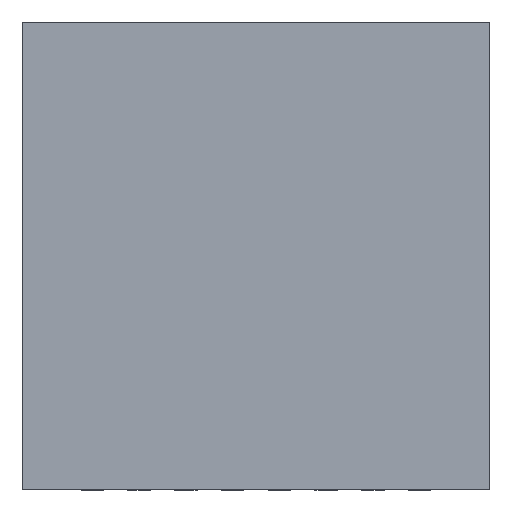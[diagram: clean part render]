
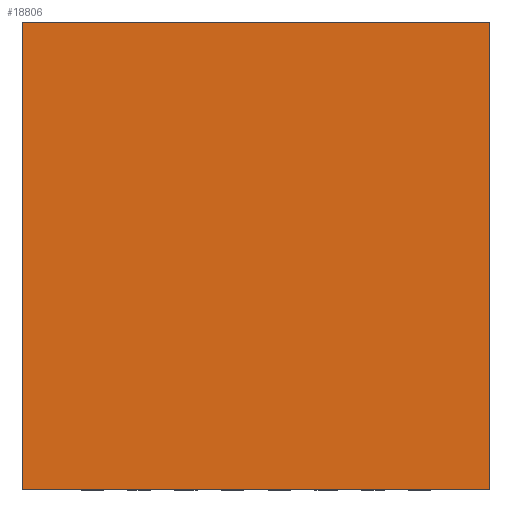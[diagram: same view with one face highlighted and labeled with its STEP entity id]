
A CAD part, top view. The second image highlights one B-rep face of the part: STEP entity #18806.
In plain terms, the highlighted face is planar.
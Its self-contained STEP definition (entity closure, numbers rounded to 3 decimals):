
#14341=DIRECTION('',(0.,0.,1.));
#14342=VECTOR('',#14341,5.);
#14343=CARTESIAN_POINT('',(-2.5,0.775,-2.5));
#14344=LINE('',#14343,#14342);
#14348=DIRECTION('',(-1.,0.,0.));
#14349=VECTOR('',#14348,5.);
#14350=CARTESIAN_POINT('',(2.5,0.775,-2.5));
#14351=LINE('',#14350,#14349);
#14355=DIRECTION('',(0.,0.,-1.));
#14356=VECTOR('',#14355,5.);
#14357=CARTESIAN_POINT('',(2.5,0.775,2.5));
#14358=LINE('',#14357,#14356);
#14362=DIRECTION('',(1.,0.,0.));
#14363=VECTOR('',#14362,5.);
#14364=CARTESIAN_POINT('',(-2.5,0.775,2.5));
#14365=LINE('',#14364,#14363);
#15629=CARTESIAN_POINT('',(-2.5,0.775,-2.5));
#15630=CARTESIAN_POINT('',(-2.5,0.775,2.5));
#15631=VERTEX_POINT('',#15629);
#15632=VERTEX_POINT('',#15630);
#15633=CARTESIAN_POINT('',(2.5,0.775,2.5));
#15634=VERTEX_POINT('',#15633);
#15635=CARTESIAN_POINT('',(2.5,0.775,-2.5));
#15636=VERTEX_POINT('',#15635);
#18795=CARTESIAN_POINT('',(0.,0.775,0.));
#18796=DIRECTION('',(0.,1.,0.));
#18797=DIRECTION('',(1.,0.,0.));
#18798=AXIS2_PLACEMENT_3D('',#18795,#18796,#18797);
#18799=PLANE('',#18798);
#18800=ORIENTED_EDGE('',*,*,#17023,.F.);
#18801=ORIENTED_EDGE('',*,*,#17178,.F.);
#18802=ORIENTED_EDGE('',*,*,#17930,.F.);
#18803=ORIENTED_EDGE('',*,*,#18632,.F.);
#18804=EDGE_LOOP('',(#18800,#18801,#18802,#18803));
#18805=FACE_OUTER_BOUND('',#18804,.F.);
#17023=EDGE_CURVE('',#15631,#15632,#14344,.T.);
#17178=EDGE_CURVE('',#15636,#15631,#14351,.T.);
#17930=EDGE_CURVE('',#15634,#15636,#14358,.T.);
#18632=EDGE_CURVE('',#15632,#15634,#14365,.T.);
#18806=ADVANCED_FACE('',(#18805),#18799,.T.);
